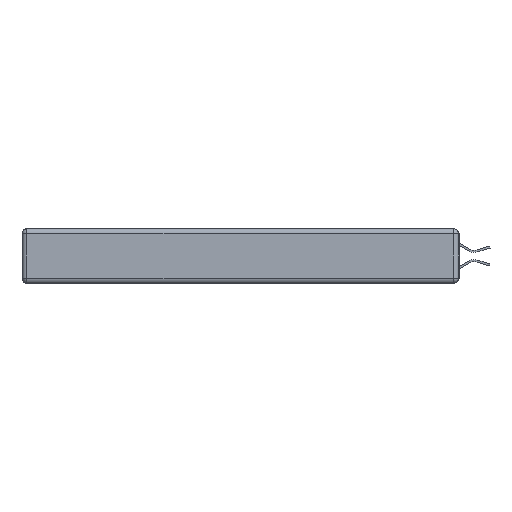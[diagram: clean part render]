
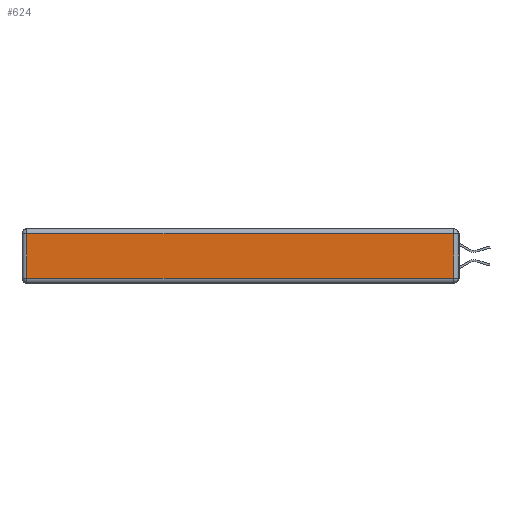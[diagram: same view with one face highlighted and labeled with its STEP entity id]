
A CAD part, left-side view. The second image highlights one B-rep face of the part: STEP entity #624.
In plain terms, the highlighted planar face has unit normal (-1, 0, 0).
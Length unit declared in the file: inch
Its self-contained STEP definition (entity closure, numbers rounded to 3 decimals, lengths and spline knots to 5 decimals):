
#624 = ADVANCED_FACE ( 'NONE', ( #10411 ), #20103, .T. ) ;
#746 = LINE ( 'NONE', #3197, #8920 ) ;
#820 = VERTEX_POINT ( 'NONE', #15816 ) ;
#833 = CARTESIAN_POINT ( 'NONE',  ( 0., 0.03, -0.343 ) ) ;
#3197 = CARTESIAN_POINT ( 'NONE',  ( 0., 0., -0.313 ) ) ;
#4056 = LINE ( 'NONE', #18220, #11660 ) ;
#6016 = ORIENTED_EDGE ( 'NONE', *, *, #22820, .T. ) ;
#6461 = CARTESIAN_POINT ( 'NONE',  ( 0., 2.72, -0.343 ) ) ;
#6782 = DIRECTION ( 'NONE',  ( -1., 0., 0. ) ) ;
#7980 = EDGE_CURVE ( 'NONE', #820, #9104, #11809, .T. ) ;
#8256 = CARTESIAN_POINT ( 'NONE',  ( 0., 2.72, -0.03 ) ) ;
#8920 = VECTOR ( 'NONE', #12777, 39.37008 ) ;
#9104 = VERTEX_POINT ( 'NONE', #10199 ) ;
#10199 = CARTESIAN_POINT ( 'NONE',  ( 0., 0.03, -0.03 ) ) ;
#10411 = FACE_OUTER_BOUND ( 'NONE', #16140, .T. ) ;
#11164 = ORIENTED_EDGE ( 'NONE', *, *, #18084, .T. ) ;
#11660 = VECTOR ( 'NONE', #21879, 39.37008 ) ;
#11809 = LINE ( 'NONE', #833, #17363 ) ;
#11829 = EDGE_CURVE ( 'NONE', #13666, #24136, #12953, .T. ) ;
#12777 = DIRECTION ( 'NONE',  ( 0., -1., 0. ) ) ;
#12900 = ORIENTED_EDGE ( 'NONE', *, *, #11829, .T. ) ;
#12953 = LINE ( 'NONE', #6461, #17908 ) ;
#13153 = AXIS2_PLACEMENT_3D ( 'NONE', #14423, #6782, #21723 ) ;
#13666 = VERTEX_POINT ( 'NONE', #8256 ) ;
#14423 = CARTESIAN_POINT ( 'NONE',  ( 0., 0., -0.343 ) ) ;
#15042 = CARTESIAN_POINT ( 'NONE',  ( 0., 2.72, -0.313 ) ) ;
#15816 = CARTESIAN_POINT ( 'NONE',  ( 0., 0.03, -0.313 ) ) ;
#16140 = EDGE_LOOP ( 'NONE', ( #6016, #16521, #11164, #12900 ) ) ;
#16521 = ORIENTED_EDGE ( 'NONE', *, *, #7980, .T. ) ;
#17363 = VECTOR ( 'NONE', #23274, 39.37008 ) ;
#17908 = VECTOR ( 'NONE', #19546, 39.37008 ) ;
#18084 = EDGE_CURVE ( 'NONE', #9104, #13666, #4056, .T. ) ;
#18220 = CARTESIAN_POINT ( 'NONE',  ( 0., 2.75, -0.03 ) ) ;
#19546 = DIRECTION ( 'NONE',  ( 0., 0., -1. ) ) ;
#20103 = PLANE ( 'NONE',  #13153 ) ;
#21723 = DIRECTION ( 'NONE',  ( 0., 0., 1. ) ) ;
#21879 = DIRECTION ( 'NONE',  ( 0., 1., 0. ) ) ;
#22820 = EDGE_CURVE ( 'NONE', #24136, #820, #746, .T. ) ;
#23274 = DIRECTION ( 'NONE',  ( 0., 0., 1. ) ) ;
#24136 = VERTEX_POINT ( 'NONE', #15042 ) ;
